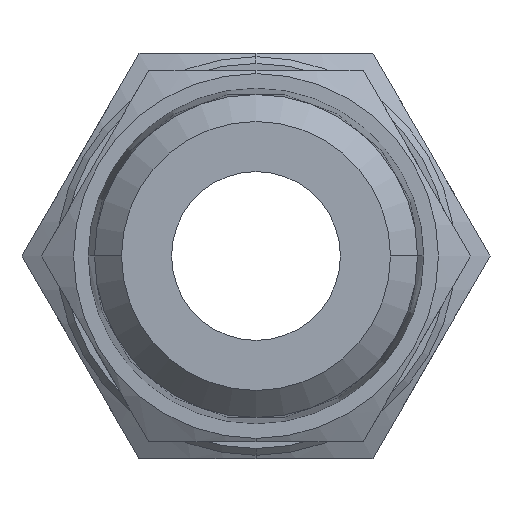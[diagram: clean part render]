
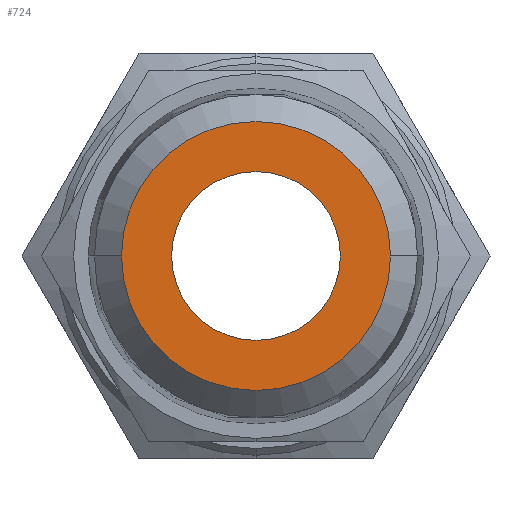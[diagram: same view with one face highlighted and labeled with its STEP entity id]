
A CAD part, front view. The second image highlights one B-rep face of the part: STEP entity #724.
In plain terms, the highlighted planar face has unit normal (0, -1, 0).
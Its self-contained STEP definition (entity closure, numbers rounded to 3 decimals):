
#8 = EDGE_LOOP ( 'NONE', ( #944, #946 ) ) ;
#35 = EDGE_LOOP ( 'NONE', ( #939, #947 ) ) ;
#85 = EDGE_CURVE ( 'NONE', #1279, #1409, #155, .T. ) ;
#88 = EDGE_CURVE ( 'NONE', #1403, #1413, #171, .T. ) ;
#96 = EDGE_CURVE ( 'NONE', #1413, #1403, #178, .T. ) ;
#106 = EDGE_CURVE ( 'NONE', #1409, #1279, #214, .T. ) ;
#154 = AXIS2_PLACEMENT_3D ( 'NONE', #1074, #1075, #1076 ) ;
#155 = CIRCLE ( 'NONE', #154, 3.982 ) ;
#169 = AXIS2_PLACEMENT_3D ( 'NONE', #1083, #1084, #1085 ) ;
#171 = CIRCLE ( 'NONE', #169, 2.5 ) ;
#178 = CIRCLE ( 'NONE', #212, 2.5 ) ;
#186 = AXIS2_PLACEMENT_3D ( 'NONE', #1129, #1130, #1131 ) ;
#192 = AXIS2_PLACEMENT_3D ( 'NONE', #332, #333, #334 ) ;
#212 = AXIS2_PLACEMENT_3D ( 'NONE', #1105, #1106, #1107 ) ;
#214 = CIRCLE ( 'NONE', #186, 3.982 ) ;
#331 = PLANE ( 'NONE',  #192 ) ;
#332 = CARTESIAN_POINT ( 'NONE',  ( 5.4, 0., 0. ) ) ;
#333 = DIRECTION ( 'NONE',  ( 0., -1., 0. ) ) ;
#334 = DIRECTION ( 'NONE',  ( 0., 0., -1. ) ) ;
#627 = FACE_BOUND ( 'NONE', #8, .T. ) ;
#628 = FACE_OUTER_BOUND ( 'NONE', #35, .T. ) ;
#724 = ADVANCED_FACE ( 'NONE', ( #627, #628 ), #331, .T. ) ;
#939 = ORIENTED_EDGE ( 'NONE', *, *, #85, .T. ) ;
#944 = ORIENTED_EDGE ( 'NONE', *, *, #88, .F. ) ;
#946 = ORIENTED_EDGE ( 'NONE', *, *, #96, .F. ) ;
#947 = ORIENTED_EDGE ( 'NONE', *, *, #106, .T. ) ;
#1074 = CARTESIAN_POINT ( 'NONE',  ( 0., 0., 0. ) ) ;
#1075 = DIRECTION ( 'NONE',  ( 0., -1., 0. ) ) ;
#1076 = DIRECTION ( 'NONE',  ( 1., 0., 0. ) ) ;
#1083 = CARTESIAN_POINT ( 'NONE',  ( 0., 0., 0. ) ) ;
#1084 = DIRECTION ( 'NONE',  ( 0., -1., 0. ) ) ;
#1085 = DIRECTION ( 'NONE',  ( 0., 0., -1. ) ) ;
#1105 = CARTESIAN_POINT ( 'NONE',  ( 0., 0., 0. ) ) ;
#1106 = DIRECTION ( 'NONE',  ( 0., -1., 0. ) ) ;
#1107 = DIRECTION ( 'NONE',  ( 0., 0., -1. ) ) ;
#1129 = CARTESIAN_POINT ( 'NONE',  ( 0., 0., 0. ) ) ;
#1130 = DIRECTION ( 'NONE',  ( 0., -1., 0. ) ) ;
#1131 = DIRECTION ( 'NONE',  ( 1., 0., 0. ) ) ;
#1138 = CARTESIAN_POINT ( 'NONE',  ( -3.982, 0., 0. ) ) ;
#1191 = CARTESIAN_POINT ( 'NONE',  ( 0., 0., -2.5 ) ) ;
#1197 = CARTESIAN_POINT ( 'NONE',  ( 3.982, 0., 0. ) ) ;
#1200 = CARTESIAN_POINT ( 'NONE',  ( 0., 0., 2.5 ) ) ;
#1279 = VERTEX_POINT ( 'NONE', #1138 ) ;
#1403 = VERTEX_POINT ( 'NONE', #1191 ) ;
#1409 = VERTEX_POINT ( 'NONE', #1197 ) ;
#1413 = VERTEX_POINT ( 'NONE', #1200 ) ;
